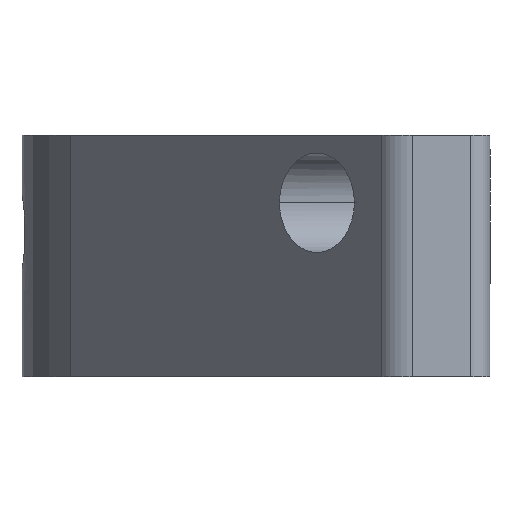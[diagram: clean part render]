
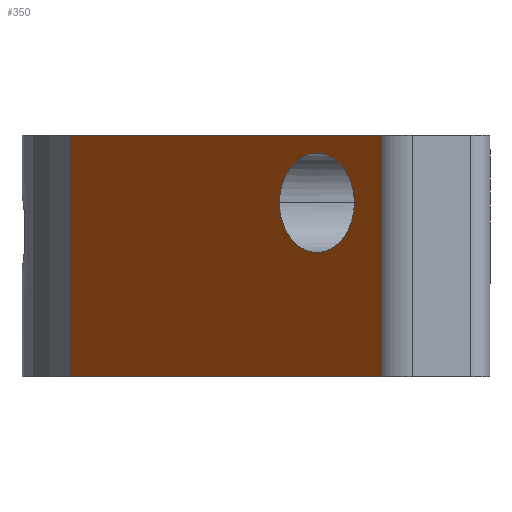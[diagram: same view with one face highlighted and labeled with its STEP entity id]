
A CAD part, left-side view. The second image highlights one B-rep face of the part: STEP entity #350.
In plain terms, the highlighted planar face has unit normal (-0.6, 0.8, 0).
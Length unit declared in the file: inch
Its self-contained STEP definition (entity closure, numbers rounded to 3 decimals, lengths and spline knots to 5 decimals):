
#28 = VECTOR ( 'NONE', #551, 39.37008 ) ;
#41 = VECTOR ( 'NONE', #1039, 39.37008 ) ;
#123 = CARTESIAN_POINT ( 'NONE',  ( -1.066, 0.3506, 0.193 ) ) ;
#166 = DIRECTION ( 'NONE',  ( -0.8, -0.6, 0. ) ) ;
#198 = VERTEX_POINT ( 'NONE', #485 ) ;
#199 = EDGE_LOOP ( 'NONE', ( #624, #283 ) ) ;
#208 = VERTEX_POINT ( 'NONE', #643 ) ;
#241 =( BOUNDED_CURVE ( )  B_SPLINE_CURVE ( 3, ( #544, #123, #958, #793 ),
 .UNSPECIFIED., .F., .T. ) 
 B_SPLINE_CURVE_WITH_KNOTS ( ( 4, 4 ),
 ( 0., 3.14159 ),
 .UNSPECIFIED. ) 
 CURVE ( )  GEOMETRIC_REPRESENTATION_ITEM ( )  RATIONAL_B_SPLINE_CURVE ( ( 1., 0.333, 0.333, 1. ) ) 
 REPRESENTATION_ITEM ( '' )  );
#283 = ORIENTED_EDGE ( 'NONE', *, *, #659, .T. ) ;
#296 = DIRECTION ( 'NONE',  ( 0.8, 0.6, 0. ) ) ;
#311 = EDGE_CURVE ( 'NONE', #718, #198, #647, .T. ) ;
#317 = CARTESIAN_POINT ( 'NONE',  ( -0.08966, 1.08362, 0.625 ) ) ;
#350 = ADVANCED_FACE ( 'NONE', ( #394, #480 ), #966, .F. ) ;
#351 = VERTEX_POINT ( 'NONE', #732 ) ;
#372 = EDGE_LOOP ( 'NONE', ( #1008, #541, #1054, #932 ) ) ;
#390 = LINE ( 'NONE', #558, #28 ) ;
#394 = FACE_BOUND ( 'NONE', #199, .T. ) ;
#398 = CARTESIAN_POINT ( 'NONE',  ( -1.2, 0.25, 0.625 ) ) ;
#401 = LINE ( 'NONE', #1041, #1057 ) ;
#432 =( BOUNDED_CURVE ( )  B_SPLINE_CURVE ( 3, ( #533, #441, #1009, #851 ),
 .UNSPECIFIED., .F., .T. ) 
 B_SPLINE_CURVE_WITH_KNOTS ( ( 4, 4 ),
 ( 3.14159, 6.28319 ),
 .UNSPECIFIED. ) 
 CURVE ( )  GEOMETRIC_REPRESENTATION_ITEM ( )  RATIONAL_B_SPLINE_CURVE ( ( 1., 0.333, 0.333, 1. ) ) 
 REPRESENTATION_ITEM ( '' )  );
#441 = CARTESIAN_POINT ( 'NONE',  ( -0.809, 0.54355, 0.707 ) ) ;
#480 = FACE_OUTER_BOUND ( 'NONE', #372, .T. ) ;
#483 = EDGE_CURVE ( 'NONE', #208, #710, #432, .T. ) ;
#485 = CARTESIAN_POINT ( 'NONE',  ( -1.16004, 0.28, 0.625 ) ) ;
#533 = CARTESIAN_POINT ( 'NONE',  ( -0.809, 0.54355, 0.45 ) ) ;
#541 = ORIENTED_EDGE ( 'NONE', *, *, #625, .T. ) ;
#544 = CARTESIAN_POINT ( 'NONE',  ( -1.066, 0.3506, 0.45 ) ) ;
#551 = DIRECTION ( 'NONE',  ( 0., 0., 1. ) ) ;
#558 = CARTESIAN_POINT ( 'NONE',  ( -1.16004, 0.28, 0.625 ) ) ;
#624 = ORIENTED_EDGE ( 'NONE', *, *, #483, .T. ) ;
#625 = EDGE_CURVE ( 'NONE', #800, #198, #390, .T. ) ;
#626 = VECTOR ( 'NONE', #1025, 39.37008 ) ;
#643 = CARTESIAN_POINT ( 'NONE',  ( -0.809, 0.54355, 0.45 ) ) ;
#647 = LINE ( 'NONE', #398, #626 ) ;
#659 = EDGE_CURVE ( 'NONE', #710, #208, #241, .T. ) ;
#710 = VERTEX_POINT ( 'NONE', #894 ) ;
#718 = VERTEX_POINT ( 'NONE', #756 ) ;
#721 = CARTESIAN_POINT ( 'NONE',  ( -1.2, 0.25, 0.625 ) ) ;
#731 = AXIS2_PLACEMENT_3D ( 'NONE', #721, #1040, #296 ) ;
#732 = CARTESIAN_POINT ( 'NONE',  ( -0.08966, 1.08362, 0. ) ) ;
#756 = CARTESIAN_POINT ( 'NONE',  ( -0.08966, 1.08362, 0.625 ) ) ;
#793 = CARTESIAN_POINT ( 'NONE',  ( -0.809, 0.54355, 0.45 ) ) ;
#800 = VERTEX_POINT ( 'NONE', #980 ) ;
#832 = EDGE_CURVE ( 'NONE', #718, #351, #913, .T. ) ;
#851 = CARTESIAN_POINT ( 'NONE',  ( -1.066, 0.3506, 0.45 ) ) ;
#894 = CARTESIAN_POINT ( 'NONE',  ( -1.066, 0.3506, 0.45 ) ) ;
#913 = LINE ( 'NONE', #317, #41 ) ;
#932 = ORIENTED_EDGE ( 'NONE', *, *, #832, .T. ) ;
#937 = EDGE_CURVE ( 'NONE', #351, #800, #401, .T. ) ;
#958 = CARTESIAN_POINT ( 'NONE',  ( -0.809, 0.54355, 0.193 ) ) ;
#966 = PLANE ( 'NONE',  #731 ) ;
#980 = CARTESIAN_POINT ( 'NONE',  ( -1.16004, 0.28, 0. ) ) ;
#1008 = ORIENTED_EDGE ( 'NONE', *, *, #937, .T. ) ;
#1009 = CARTESIAN_POINT ( 'NONE',  ( -1.066, 0.3506, 0.707 ) ) ;
#1025 = DIRECTION ( 'NONE',  ( -0.8, -0.6, 0. ) ) ;
#1039 = DIRECTION ( 'NONE',  ( 0., 0., -1. ) ) ;
#1040 = DIRECTION ( 'NONE',  ( 0.6, -0.8, 0. ) ) ;
#1041 = CARTESIAN_POINT ( 'NONE',  ( -1.2, 0.25, 0. ) ) ;
#1054 = ORIENTED_EDGE ( 'NONE', *, *, #311, .F. ) ;
#1057 = VECTOR ( 'NONE', #166, 39.37008 ) ;
